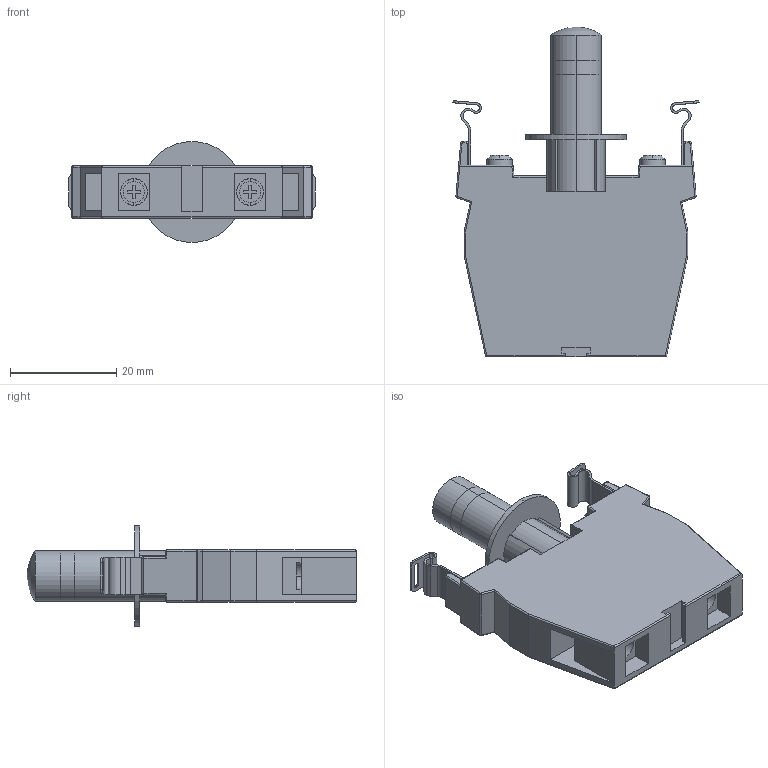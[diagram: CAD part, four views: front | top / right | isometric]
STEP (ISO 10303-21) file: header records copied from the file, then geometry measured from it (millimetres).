
FILE_DESCRIPTION (( 'STEP AP214' ), '1' );
FILE_NAME ('ELDENGN24.step', '2016-03-21T12:40:30', ( '' ), ( '' ), 'SwSTEP 2.0', 'SolidWorks 2015', '' );
FILE_SCHEMA (( 'AUTOMOTIVE_DESIGN' ));
Length unit declared in the file: millimetre
Products named in the file (1): ELDENGN24
Bounding box: 46.28 x 62 x 19 mm (x, y, z)
Volume: 14962.2 mm3; surface area: 8174.1 mm2
Topology: 9 solids, 9 shells, 264 faces, 661 edges, 414 vertices
Faces by surface type: plane 135, cylinder 106, sphere 11, torus 8, cone 4
Entity records: 8321 total; most frequent: CARTESIAN_POINT 1427, DIRECTION 1334, ORIENTED_EDGE 1308, EDGE_CURVE 654, AXIS2_PLACEMENT_3D 447, LINE 440, VECTOR 440, VERTEX_POINT 412
